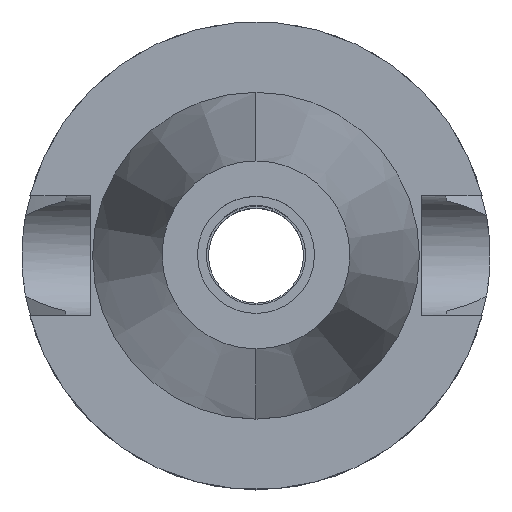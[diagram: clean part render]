
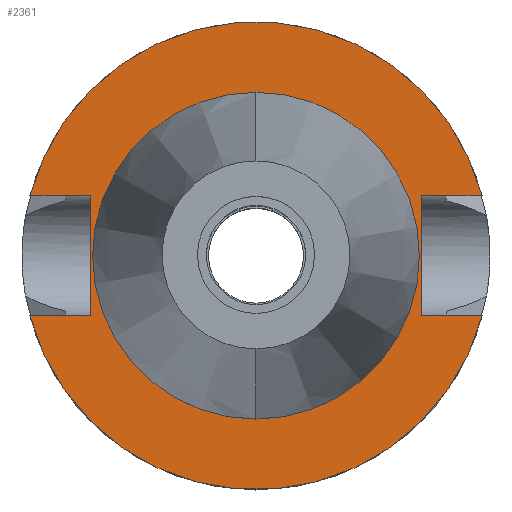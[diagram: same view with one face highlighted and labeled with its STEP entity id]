
A CAD part, top view. The second image highlights one B-rep face of the part: STEP entity #2361.
In plain terms, the highlighted planar face has unit normal (0, 0, 1).
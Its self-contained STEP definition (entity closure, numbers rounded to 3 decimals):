
#35 = DIRECTION ( 'NONE',  ( 0., 1., 0. ) ) ;
#85 = VERTEX_POINT ( 'NONE', #2014 ) ;
#202 = VERTEX_POINT ( 'NONE', #1403 ) ;
#231 = VERTEX_POINT ( 'NONE', #324 ) ;
#264 = VERTEX_POINT ( 'NONE', #1488 ) ;
#292 = FACE_OUTER_BOUND ( 'NONE', #2661, .T. ) ;
#324 = CARTESIAN_POINT ( 'NONE',  ( -35.4, -12.85, -1.5 ) ) ;
#356 = CIRCLE ( 'NONE', #756, 34.925 ) ;
#385 = VERTEX_POINT ( 'NONE', #1002 ) ;
#438 = ORIENTED_EDGE ( 'NONE', *, *, #1546, .F. ) ;
#456 = CARTESIAN_POINT ( 'NONE',  ( -35.4, -12.85, -1.5 ) ) ;
#479 = EDGE_CURVE ( 'NONE', #231, #264, #2715, .T. ) ;
#505 = CARTESIAN_POINT ( 'NONE',  ( 0., 0., -1.5 ) ) ;
#512 = VECTOR ( 'NONE', #1320, 1000. ) ;
#520 = DIRECTION ( 'NONE',  ( 0., 0., -1. ) ) ;
#528 = DIRECTION ( 'NONE',  ( 0., 0., 1. ) ) ;
#595 = EDGE_CURVE ( 'NONE', #385, #778, #2310, .T. ) ;
#607 = CIRCLE ( 'NONE', #2148, 34.925 ) ;
#620 = CARTESIAN_POINT ( 'NONE',  ( -48.321, 12.85, -1.5 ) ) ;
#623 = VECTOR ( 'NONE', #2484, 1000. ) ;
#643 = VERTEX_POINT ( 'NONE', #620 ) ;
#708 = DIRECTION ( 'NONE',  ( -1., 0., 0. ) ) ;
#719 = ORIENTED_EDGE ( 'NONE', *, *, #917, .F. ) ;
#756 = AXIS2_PLACEMENT_3D ( 'NONE', #1900, #528, #1492 ) ;
#757 = CARTESIAN_POINT ( 'NONE',  ( 35.4, 12.85, -1.5 ) ) ;
#758 = ORIENTED_EDGE ( 'NONE', *, *, #893, .F. ) ;
#778 = VERTEX_POINT ( 'NONE', #874 ) ;
#781 = DIRECTION ( 'NONE',  ( 0., 0., 1. ) ) ;
#832 = CARTESIAN_POINT ( 'NONE',  ( -48.321, -12.85, -1.5 ) ) ;
#858 = CIRCLE ( 'NONE', #1604, 50. ) ;
#874 = CARTESIAN_POINT ( 'NONE',  ( 48.321, 12.85, -1.5 ) ) ;
#893 = EDGE_CURVE ( 'NONE', #385, #202, #2658, .T. ) ;
#917 = EDGE_CURVE ( 'NONE', #643, #778, #2067, .T. ) ;
#933 = ORIENTED_EDGE ( 'NONE', *, *, #2687, .F. ) ;
#1002 = CARTESIAN_POINT ( 'NONE',  ( 35.4, 12.85, -1.5 ) ) ;
#1034 = LINE ( 'NONE', #456, #1972 ) ;
#1047 = VERTEX_POINT ( 'NONE', #2483 ) ;
#1110 = ORIENTED_EDGE ( 'NONE', *, *, #479, .F. ) ;
#1161 = CARTESIAN_POINT ( 'NONE',  ( -35.4, 12.85, -1.5 ) ) ;
#1272 = EDGE_LOOP ( 'NONE', ( #438, #2783 ) ) ;
#1293 = VECTOR ( 'NONE', #1517, 1000. ) ;
#1320 = DIRECTION ( 'NONE',  ( 1., 0., 0. ) ) ;
#1369 = ORIENTED_EDGE ( 'NONE', *, *, #1757, .F. ) ;
#1398 = ORIENTED_EDGE ( 'NONE', *, *, #595, .T. ) ;
#1403 = CARTESIAN_POINT ( 'NONE',  ( 35.4, -12.85, -1.5 ) ) ;
#1417 = VERTEX_POINT ( 'NONE', #2586 ) ;
#1455 = CARTESIAN_POINT ( 'NONE',  ( 0., 0., -1.5 ) ) ;
#1467 = VECTOR ( 'NONE', #3056, 1000. ) ;
#1488 = CARTESIAN_POINT ( 'NONE',  ( -35.4, 12.85, -1.5 ) ) ;
#1492 = DIRECTION ( 'NONE',  ( 0., -1., 0. ) ) ;
#1517 = DIRECTION ( 'NONE',  ( 0., -1., 0. ) ) ;
#1532 = CARTESIAN_POINT ( 'NONE',  ( -35.4, -12.85, -1.5 ) ) ;
#1546 = EDGE_CURVE ( 'NONE', #1047, #85, #607, .T. ) ;
#1556 = CARTESIAN_POINT ( 'NONE',  ( 35.4, 12.85, -1.5 ) ) ;
#1604 = AXIS2_PLACEMENT_3D ( 'NONE', #1992, #2916, #2197 ) ;
#1730 = PLANE ( 'NONE',  #2173 ) ;
#1745 = EDGE_CURVE ( 'NONE', #85, #1047, #356, .T. ) ;
#1757 = EDGE_CURVE ( 'NONE', #1417, #2547, #858, .T. ) ;
#1806 = ORIENTED_EDGE ( 'NONE', *, *, #2122, .F. ) ;
#1900 = CARTESIAN_POINT ( 'NONE',  ( 0., 0., -1.5 ) ) ;
#1934 = DIRECTION ( 'NONE',  ( 0., 0., -1. ) ) ;
#1972 = VECTOR ( 'NONE', #708, 1000. ) ;
#1992 = CARTESIAN_POINT ( 'NONE',  ( 0., 0., -1.5 ) ) ;
#2014 = CARTESIAN_POINT ( 'NONE',  ( 0., -34.925, -1.5 ) ) ;
#2067 = CIRCLE ( 'NONE', #2663, 50. ) ;
#2105 = CARTESIAN_POINT ( 'NONE',  ( 35.4, -12.85, -1.5 ) ) ;
#2122 = EDGE_CURVE ( 'NONE', #202, #1417, #2606, .T. ) ;
#2148 = AXIS2_PLACEMENT_3D ( 'NONE', #505, #781, #2391 ) ;
#2173 = AXIS2_PLACEMENT_3D ( 'NONE', #1455, #1934, #2194 ) ;
#2194 = DIRECTION ( 'NONE',  ( 0., -1., 0. ) ) ;
#2197 = DIRECTION ( 'NONE',  ( 0., -1., 0. ) ) ;
#2310 = LINE ( 'NONE', #1556, #512 ) ;
#2361 = ADVANCED_FACE ( 'NONE', ( #292, #2407 ), #1730, .F. ) ;
#2391 = DIRECTION ( 'NONE',  ( 0., 1., 0. ) ) ;
#2407 = FACE_BOUND ( 'NONE', #1272, .T. ) ;
#2483 = CARTESIAN_POINT ( 'NONE',  ( 0., 34.925, -1.5 ) ) ;
#2484 = DIRECTION ( 'NONE',  ( 0., 1., 0. ) ) ;
#2547 = VERTEX_POINT ( 'NONE', #832 ) ;
#2586 = CARTESIAN_POINT ( 'NONE',  ( 48.321, -12.85, -1.5 ) ) ;
#2589 = ORIENTED_EDGE ( 'NONE', *, *, #2879, .T. ) ;
#2590 = DIRECTION ( 'NONE',  ( -1., 0., 0. ) ) ;
#2606 = LINE ( 'NONE', #2105, #1467 ) ;
#2658 = LINE ( 'NONE', #757, #1293 ) ;
#2661 = EDGE_LOOP ( 'NONE', ( #2589, #1369, #1806, #758, #1398, #719, #933, #1110 ) ) ;
#2663 = AXIS2_PLACEMENT_3D ( 'NONE', #2949, #520, #35 ) ;
#2687 = EDGE_CURVE ( 'NONE', #264, #643, #2816, .T. ) ;
#2715 = LINE ( 'NONE', #1532, #623 ) ;
#2783 = ORIENTED_EDGE ( 'NONE', *, *, #1745, .F. ) ;
#2816 = LINE ( 'NONE', #1161, #3061 ) ;
#2879 = EDGE_CURVE ( 'NONE', #231, #2547, #1034, .T. ) ;
#2916 = DIRECTION ( 'NONE',  ( 0., 0., -1. ) ) ;
#2949 = CARTESIAN_POINT ( 'NONE',  ( 0., 0., -1.5 ) ) ;
#3056 = DIRECTION ( 'NONE',  ( 1., 0., 0. ) ) ;
#3061 = VECTOR ( 'NONE', #2590, 1000. ) ;
